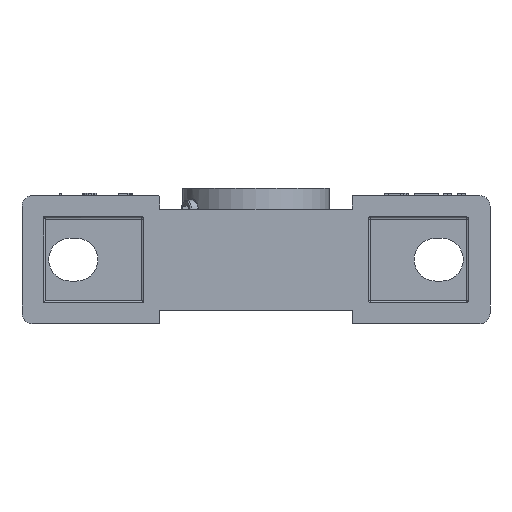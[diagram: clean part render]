
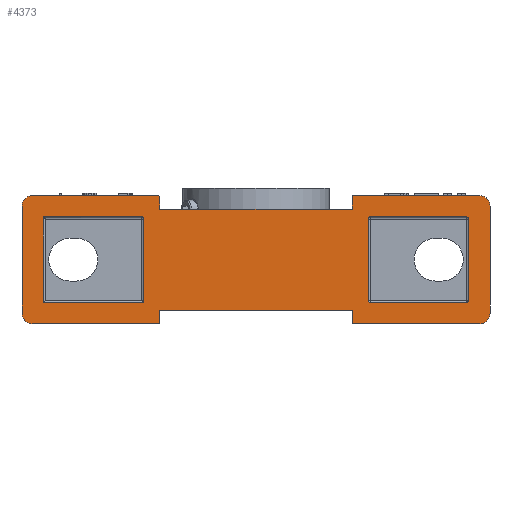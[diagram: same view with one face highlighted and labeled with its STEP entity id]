
A CAD part, front view. The second image highlights one B-rep face of the part: STEP entity #4373.
In plain terms, the highlighted planar face has unit normal (0, -1, 0).
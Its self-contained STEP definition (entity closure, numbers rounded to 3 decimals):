
#2=DIRECTION('',(0.,0.,1.));
#3=VECTOR('',#2,39.);
#4=CARTESIAN_POINT('',(-52.5,-62.5,-20.));
#5=LINE('',#4,#3);
#6=DIRECTION('',(-1.,0.,0.));
#7=VECTOR('',#6,46.);
#8=CARTESIAN_POINT('',(-53.5,-62.5,20.));
#9=LINE('',#8,#7);
#10=DIRECTION('',(0.,0.,-1.));
#11=VECTOR('',#10,40.);
#12=CARTESIAN_POINT('',(-99.5,-62.5,20.));
#13=LINE('',#12,#11);
#14=DIRECTION('',(1.,0.,0.));
#15=VECTOR('',#14,47.);
#16=CARTESIAN_POINT('',(-99.5,-62.5,-20.));
#17=LINE('',#16,#15);
#18=DIRECTION('',(0.,0.,1.));
#19=VECTOR('',#18,38.);
#20=CARTESIAN_POINT('',(99.5,-62.5,-19.));
#21=LINE('',#20,#19);
#22=DIRECTION('',(-1.,0.,0.));
#23=VECTOR('',#22,45.);
#24=CARTESIAN_POINT('',(98.5,-62.5,20.));
#25=LINE('',#24,#23);
#26=DIRECTION('',(0.,0.,-1.));
#27=VECTOR('',#26,38.);
#28=CARTESIAN_POINT('',(52.5,-62.5,19.));
#29=LINE('',#28,#27);
#30=DIRECTION('',(1.,0.,0.));
#31=VECTOR('',#30,45.);
#32=CARTESIAN_POINT('',(53.5,-62.5,-20.));
#33=LINE('',#32,#31);
#34=CARTESIAN_POINT('',(104.5,-62.5,-25.));
#35=DIRECTION('',(0.,-1.,0.));
#36=DIRECTION('',(0.,0.,-1.));
#37=AXIS2_PLACEMENT_3D('',#34,#35,#36);
#39=DIRECTION('',(-1.,0.,0.));
#40=VECTOR('',#39,58.5);
#41=CARTESIAN_POINT('',(104.5,-62.5,-30.));
#42=LINE('',#41,#40);
#43=CARTESIAN_POINT('',(46.,-62.5,-29.));
#44=DIRECTION('',(0.,-1.,0.));
#45=DIRECTION('',(-1.,0.,0.));
#46=AXIS2_PLACEMENT_3D('',#43,#44,#45);
#48=DIRECTION('',(1.,0.,0.));
#49=VECTOR('',#48,90.);
#50=CARTESIAN_POINT('',(-45.,-62.5,-23.6));
#51=LINE('',#50,#49);
#52=CARTESIAN_POINT('',(-46.,-62.5,-29.));
#53=DIRECTION('',(0.,-1.,0.));
#54=DIRECTION('',(0.,0.,-1.));
#55=AXIS2_PLACEMENT_3D('',#52,#53,#54);
#57=DIRECTION('',(-1.,0.,0.));
#58=VECTOR('',#57,58.5);
#59=CARTESIAN_POINT('',(-46.,-62.5,-30.));
#60=LINE('',#59,#58);
#61=CARTESIAN_POINT('',(-104.5,-62.5,-25.));
#62=DIRECTION('',(0.,-1.,0.));
#63=DIRECTION('',(-1.,0.,0.));
#64=AXIS2_PLACEMENT_3D('',#61,#62,#63);
#66=DIRECTION('',(0.,0.,1.));
#67=VECTOR('',#66,50.);
#68=CARTESIAN_POINT('',(-109.5,-62.5,-25.));
#69=LINE('',#68,#67);
#70=CARTESIAN_POINT('',(-104.5,-62.5,25.));
#71=DIRECTION('',(0.,-1.,0.));
#72=DIRECTION('',(0.,0.,1.));
#73=AXIS2_PLACEMENT_3D('',#70,#71,#72);
#75=DIRECTION('',(1.,0.,0.));
#76=VECTOR('',#75,58.5);
#77=CARTESIAN_POINT('',(-104.5,-62.5,30.));
#78=LINE('',#77,#76);
#79=CARTESIAN_POINT('',(-46.,-62.5,29.));
#80=DIRECTION('',(0.,-1.,0.));
#81=DIRECTION('',(1.,0.,0.));
#82=AXIS2_PLACEMENT_3D('',#79,#80,#81);
#84=DIRECTION('',(-1.,0.,0.));
#85=VECTOR('',#84,90.);
#86=CARTESIAN_POINT('',(45.,-62.5,23.6));
#87=LINE('',#86,#85);
#88=DIRECTION('',(1.,0.,0.));
#89=VECTOR('',#88,59.5);
#90=CARTESIAN_POINT('',(45.,-62.5,30.));
#91=LINE('',#90,#89);
#92=CARTESIAN_POINT('',(104.5,-62.5,25.));
#93=DIRECTION('',(0.,-1.,0.));
#94=DIRECTION('',(1.,0.,0.));
#95=AXIS2_PLACEMENT_3D('',#92,#93,#94);
#97=DIRECTION('',(0.,0.,-1.));
#98=VECTOR('',#97,50.);
#99=CARTESIAN_POINT('',(109.5,-62.5,25.));
#100=LINE('',#99,#98);
#113=CARTESIAN_POINT('',(-53.5,-62.5,19.));
#114=DIRECTION('',(0.,1.,0.));
#115=DIRECTION('',(0.,0.,1.));
#116=AXIS2_PLACEMENT_3D('',#113,#114,#115);
#2596=DIRECTION('',(0.,0.,-1.));
#2597=VECTOR('',#2596,6.4);
#2598=CARTESIAN_POINT('',(45.,-62.5,30.));
#2599=LINE('',#2598,#2597);
#2608=DIRECTION('',(0.,0.,1.));
#2609=VECTOR('',#2608,5.4);
#2610=CARTESIAN_POINT('',(-45.,-62.5,23.6));
#2611=LINE('',#2610,#2609);
#2778=DIRECTION('',(0.,0.,-1.));
#2779=VECTOR('',#2778,5.4);
#2780=CARTESIAN_POINT('',(45.,-62.5,-23.6));
#2781=LINE('',#2780,#2779);
#3185=DIRECTION('',(0.,0.,1.));
#3186=VECTOR('',#3185,5.4);
#3187=CARTESIAN_POINT('',(-45.,-62.5,-29.));
#3188=LINE('',#3187,#3186);
#3222=CARTESIAN_POINT('',(53.5,-62.5,-19.));
#3223=DIRECTION('',(0.,1.,0.));
#3224=DIRECTION('',(0.,0.,-1.));
#3225=AXIS2_PLACEMENT_3D('',#3222,#3223,#3224);
#3239=CARTESIAN_POINT('',(53.5,-62.5,19.));
#3240=DIRECTION('',(0.,1.,0.));
#3241=DIRECTION('',(-1.,0.,0.));
#3242=AXIS2_PLACEMENT_3D('',#3239,#3240,#3241);
#3256=CARTESIAN_POINT('',(98.5,-62.5,19.));
#3257=DIRECTION('',(0.,1.,0.));
#3258=DIRECTION('',(0.,0.,1.));
#3259=AXIS2_PLACEMENT_3D('',#3256,#3257,#3258);
#3273=CARTESIAN_POINT('',(98.5,-62.5,-19.));
#3274=DIRECTION('',(0.,1.,0.));
#3275=DIRECTION('',(1.,0.,0.));
#3276=AXIS2_PLACEMENT_3D('',#3273,#3274,#3275);
#3346=CARTESIAN_POINT('',(-45.,-62.5,-23.6));
#3347=CARTESIAN_POINT('',(45.,-62.5,-23.6));
#3348=VERTEX_POINT('',#3346);
#3349=VERTEX_POINT('',#3347);
#3350=CARTESIAN_POINT('',(45.,-62.5,23.6));
#3351=CARTESIAN_POINT('',(-45.,-62.5,23.6));
#3352=VERTEX_POINT('',#3350);
#3353=VERTEX_POINT('',#3351);
#3366=CARTESIAN_POINT('',(45.,-62.5,30.));
#3367=VERTEX_POINT('',#3366);
#3412=CARTESIAN_POINT('',(-99.5,-62.5,20.));
#3413=CARTESIAN_POINT('',(-99.5,-62.5,-20.));
#3414=VERTEX_POINT('',#3412);
#3415=VERTEX_POINT('',#3413);
#3416=CARTESIAN_POINT('',(-52.5,-62.5,-20.));
#3417=VERTEX_POINT('',#3416);
#3438=CARTESIAN_POINT('',(-46.,-62.5,-30.));
#3439=CARTESIAN_POINT('',(-45.,-62.5,-29.));
#3440=VERTEX_POINT('',#3438);
#3441=VERTEX_POINT('',#3439);
#3461=CARTESIAN_POINT('',(-45.,-62.5,29.));
#3462=CARTESIAN_POINT('',(-46.,-62.5,30.));
#3463=VERTEX_POINT('',#3461);
#3464=VERTEX_POINT('',#3462);
#3467=CARTESIAN_POINT('',(45.,-62.5,-29.));
#3468=CARTESIAN_POINT('',(46.,-62.5,-30.));
#3469=VERTEX_POINT('',#3467);
#3470=VERTEX_POINT('',#3468);
#3516=CARTESIAN_POINT('',(-52.5,-62.5,19.));
#3518=VERTEX_POINT('',#3516);
#3520=CARTESIAN_POINT('',(-53.5,-62.5,20.));
#3521=VERTEX_POINT('',#3520);
#3530=CARTESIAN_POINT('',(99.5,-62.5,19.));
#3532=VERTEX_POINT('',#3530);
#3534=CARTESIAN_POINT('',(98.5,-62.5,20.));
#3536=VERTEX_POINT('',#3534);
#3538=CARTESIAN_POINT('',(52.5,-62.5,-19.));
#3540=VERTEX_POINT('',#3538);
#3542=CARTESIAN_POINT('',(53.5,-62.5,-20.));
#3544=VERTEX_POINT('',#3542);
#3552=CARTESIAN_POINT('',(98.5,-62.5,-20.));
#3553=VERTEX_POINT('',#3552);
#3554=CARTESIAN_POINT('',(99.5,-62.5,-19.));
#3556=VERTEX_POINT('',#3554);
#3564=CARTESIAN_POINT('',(53.5,-62.5,20.));
#3565=VERTEX_POINT('',#3564);
#3566=CARTESIAN_POINT('',(52.5,-62.5,19.));
#3568=VERTEX_POINT('',#3566);
#4194=CARTESIAN_POINT('',(104.5,-62.5,-30.));
#4195=CARTESIAN_POINT('',(109.5,-62.5,-25.));
#4196=VERTEX_POINT('',#4194);
#4197=VERTEX_POINT('',#4195);
#4205=CARTESIAN_POINT('',(109.5,-62.5,25.));
#4206=CARTESIAN_POINT('',(104.5,-62.5,30.));
#4207=VERTEX_POINT('',#4205);
#4208=VERTEX_POINT('',#4206);
#4216=CARTESIAN_POINT('',(-109.5,-62.5,-25.));
#4217=CARTESIAN_POINT('',(-104.5,-62.5,-30.));
#4218=VERTEX_POINT('',#4216);
#4219=VERTEX_POINT('',#4217);
#4231=CARTESIAN_POINT('',(-109.5,-62.5,25.));
#4232=VERTEX_POINT('',#4231);
#4233=CARTESIAN_POINT('',(-104.5,-62.5,30.));
#4234=VERTEX_POINT('',#4233);
#4298=CARTESIAN_POINT('',(0.,-62.5,0.));
#4299=DIRECTION('',(0.,1.,0.));
#4300=DIRECTION('',(1.,0.,0.));
#4301=AXIS2_PLACEMENT_3D('',#4298,#4299,#4300);
#4302=PLANE('',#4301);
#4304=ORIENTED_EDGE('',*,*,#4303,.F.);
#4306=ORIENTED_EDGE('',*,*,#4305,.T.);
#4308=ORIENTED_EDGE('',*,*,#4307,.F.);
#4310=ORIENTED_EDGE('',*,*,#4309,.F.);
#4312=ORIENTED_EDGE('',*,*,#4311,.F.);
#4314=ORIENTED_EDGE('',*,*,#4313,.F.);
#4316=ORIENTED_EDGE('',*,*,#4315,.F.);
#4318=ORIENTED_EDGE('',*,*,#4317,.T.);
#4320=ORIENTED_EDGE('',*,*,#4319,.F.);
#4322=ORIENTED_EDGE('',*,*,#4321,.T.);
#4324=ORIENTED_EDGE('',*,*,#4323,.F.);
#4326=ORIENTED_EDGE('',*,*,#4325,.T.);
#4328=ORIENTED_EDGE('',*,*,#4327,.F.);
#4330=ORIENTED_EDGE('',*,*,#4329,.F.);
#4332=ORIENTED_EDGE('',*,*,#4331,.F.);
#4334=ORIENTED_EDGE('',*,*,#4333,.F.);
#4336=ORIENTED_EDGE('',*,*,#4335,.T.);
#4338=ORIENTED_EDGE('',*,*,#4337,.F.);
#4340=ORIENTED_EDGE('',*,*,#4339,.T.);
#4341=EDGE_LOOP('',(#4304,#4306,#4308,#4310,#4312,#4314,#4316,#4318,#4320,#4322,
#4324,#4326,#4328,#4330,#4332,#4334,#4336,#4338,#4340));
#4342=FACE_OUTER_BOUND('',#4341,.F.);
#4344=ORIENTED_EDGE('',*,*,#4343,.T.);
#4346=ORIENTED_EDGE('',*,*,#4345,.F.);
#4348=ORIENTED_EDGE('',*,*,#4347,.T.);
#4350=ORIENTED_EDGE('',*,*,#4349,.F.);
#4352=ORIENTED_EDGE('',*,*,#4351,.T.);
#4354=ORIENTED_EDGE('',*,*,#4353,.F.);
#4356=ORIENTED_EDGE('',*,*,#4355,.T.);
#4358=ORIENTED_EDGE('',*,*,#4357,.F.);
#4359=EDGE_LOOP('',(#4344,#4346,#4348,#4350,#4352,#4354,#4356,#4358));
#4360=FACE_BOUND('',#4359,.F.);
#4362=ORIENTED_EDGE('',*,*,#4361,.T.);
#4364=ORIENTED_EDGE('',*,*,#4363,.F.);
#4366=ORIENTED_EDGE('',*,*,#4365,.T.);
#4368=ORIENTED_EDGE('',*,*,#4367,.T.);
#4370=ORIENTED_EDGE('',*,*,#4369,.T.);
#4371=EDGE_LOOP('',(#4362,#4364,#4366,#4368,#4370));
#4372=FACE_BOUND('',#4371,.F.);
#4373=ADVANCED_FACE('',(#4342,#4360,#4372),#4302,.F.);
#38=CIRCLE('',#37,5.);
#47=CIRCLE('',#46,1.);
#56=CIRCLE('',#55,1.);
#65=CIRCLE('',#64,5.);
#74=CIRCLE('',#73,5.);
#83=CIRCLE('',#82,1.);
#96=CIRCLE('',#95,5.);
#117=CIRCLE('',#116,1.);
#3226=CIRCLE('',#3225,1.);
#3243=CIRCLE('',#3242,1.);
#3260=CIRCLE('',#3259,1.);
#3277=CIRCLE('',#3276,1.);
#4303=EDGE_CURVE('',#4196,#4197,#38,.T.);
#4305=EDGE_CURVE('',#4196,#3470,#42,.T.);
#4307=EDGE_CURVE('',#3469,#3470,#47,.T.);
#4309=EDGE_CURVE('',#3349,#3469,#2781,.T.);
#4311=EDGE_CURVE('',#3348,#3349,#51,.T.);
#4313=EDGE_CURVE('',#3441,#3348,#3188,.T.);
#4315=EDGE_CURVE('',#3440,#3441,#56,.T.);
#4317=EDGE_CURVE('',#3440,#4219,#60,.T.);
#4319=EDGE_CURVE('',#4218,#4219,#65,.T.);
#4321=EDGE_CURVE('',#4218,#4232,#69,.T.);
#4323=EDGE_CURVE('',#4234,#4232,#74,.T.);
#4325=EDGE_CURVE('',#4234,#3464,#78,.T.);
#4327=EDGE_CURVE('',#3463,#3464,#83,.T.);
#4329=EDGE_CURVE('',#3353,#3463,#2611,.T.);
#4331=EDGE_CURVE('',#3352,#3353,#87,.T.);
#4333=EDGE_CURVE('',#3367,#3352,#2599,.T.);
#4335=EDGE_CURVE('',#3367,#4208,#91,.T.);
#4337=EDGE_CURVE('',#4207,#4208,#96,.T.);
#4339=EDGE_CURVE('',#4207,#4197,#100,.T.);
#4343=EDGE_CURVE('',#3556,#3532,#21,.T.);
#4345=EDGE_CURVE('',#3536,#3532,#3260,.T.);
#4347=EDGE_CURVE('',#3536,#3565,#25,.T.);
#4349=EDGE_CURVE('',#3568,#3565,#3243,.T.);
#4351=EDGE_CURVE('',#3568,#3540,#29,.T.);
#4353=EDGE_CURVE('',#3544,#3540,#3226,.T.);
#4355=EDGE_CURVE('',#3544,#3553,#33,.T.);
#4357=EDGE_CURVE('',#3556,#3553,#3277,.T.);
#4361=EDGE_CURVE('',#3417,#3518,#5,.T.);
#4363=EDGE_CURVE('',#3521,#3518,#117,.T.);
#4365=EDGE_CURVE('',#3521,#3414,#9,.T.);
#4367=EDGE_CURVE('',#3414,#3415,#13,.T.);
#4369=EDGE_CURVE('',#3415,#3417,#17,.T.);
